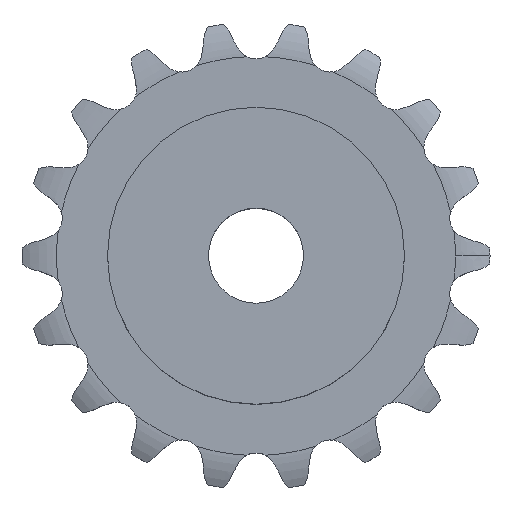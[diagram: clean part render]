
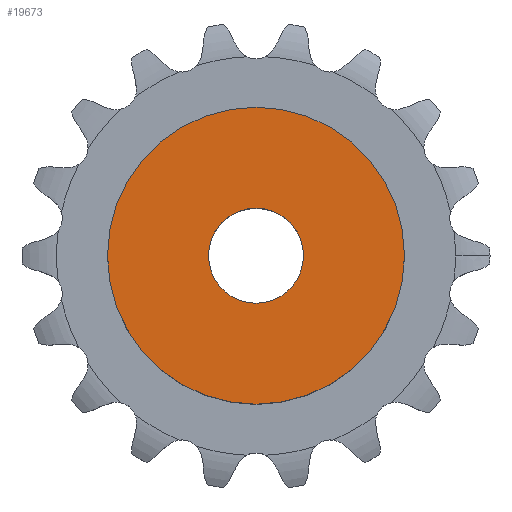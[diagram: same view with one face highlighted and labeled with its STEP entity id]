
A CAD part, top view. The second image highlights one B-rep face of the part: STEP entity #19673.
In plain terms, the highlighted planar face has unit normal (0, 0, 1).
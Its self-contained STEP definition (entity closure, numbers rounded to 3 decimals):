
#2718 = CYLINDRICAL_SURFACE('',#2719,12.5);
#2719 = AXIS2_PLACEMENT_3D('',#2720,#2721,#2722);
#2720 = CARTESIAN_POINT('',(0.,0.,0.));
#2721 = DIRECTION('',(-0.,-0.,-1.));
#2722 = DIRECTION('',(1.,0.,0.));
#12682 = VERTEX_POINT('',#12683);
#12683 = CARTESIAN_POINT('',(12.5,0.,14.));
#12704 = EDGE_CURVE('',#12682,#12682,#12705,.T.);
#12705 = SURFACE_CURVE('',#12706,(#12711,#12718),.PCURVE_S1.);
#12706 = CIRCLE('',#12707,12.5);
#12707 = AXIS2_PLACEMENT_3D('',#12708,#12709,#12710);
#12708 = CARTESIAN_POINT('',(0.,0.,14.));
#12709 = DIRECTION('',(0.,0.,1.));
#12710 = DIRECTION('',(1.,0.,0.));
#12711 = PCURVE('',#2718,#12712);
#12712 = DEFINITIONAL_REPRESENTATION('',(#12713),#12717);
#12713 = LINE('',#12714,#12715);
#12714 = CARTESIAN_POINT('',(-0.,-14.));
#12715 = VECTOR('',#12716,1.);
#12716 = DIRECTION('',(-1.,0.));
#12717 = ( GEOMETRIC_REPRESENTATION_CONTEXT(2) 
PARAMETRIC_REPRESENTATION_CONTEXT() REPRESENTATION_CONTEXT('2D SPACE',''
  ) );
#12718 = PCURVE('',#12719,#12724);
#12719 = PLANE('',#12720);
#12720 = AXIS2_PLACEMENT_3D('',#12721,#12722,#12723);
#12721 = CARTESIAN_POINT('',(0.,0.,14.)
  );
#12722 = DIRECTION('',(0.,0.,1.));
#12723 = DIRECTION('',(1.,0.,0.));
#12724 = DEFINITIONAL_REPRESENTATION('',(#12725),#12729);
#12725 = CIRCLE('',#12726,12.5);
#12726 = AXIS2_PLACEMENT_2D('',#12727,#12728);
#12727 = CARTESIAN_POINT('',(0.,0.));
#12728 = DIRECTION('',(1.,0.));
#12729 = ( GEOMETRIC_REPRESENTATION_CONTEXT(2) 
PARAMETRIC_REPRESENTATION_CONTEXT() REPRESENTATION_CONTEXT('2D SPACE',''
  ) );
#16762 = CYLINDRICAL_SURFACE('',#16763,4.);
#16763 = AXIS2_PLACEMENT_3D('',#16764,#16765,#16766);
#16764 = CARTESIAN_POINT('',(0.,0.,62.934));
#16765 = DIRECTION('',(0.,0.,1.));
#16766 = DIRECTION('',(1.,0.,0.));
#19673 = ADVANCED_FACE('',(#19674,#19677),#12719,.T.);
#19674 = FACE_BOUND('',#19675,.T.);
#19675 = EDGE_LOOP('',(#19676));
#19676 = ORIENTED_EDGE('',*,*,#12704,.T.);
#19677 = FACE_BOUND('',#19678,.T.);
#19678 = EDGE_LOOP('',(#19679));
#19679 = ORIENTED_EDGE('',*,*,#19680,.F.);
#19680 = EDGE_CURVE('',#19681,#19681,#19683,.T.);
#19681 = VERTEX_POINT('',#19682);
#19682 = CARTESIAN_POINT('',(4.,0.,14.));
#19683 = SURFACE_CURVE('',#19684,(#19689,#19696),.PCURVE_S1.);
#19684 = CIRCLE('',#19685,4.);
#19685 = AXIS2_PLACEMENT_3D('',#19686,#19687,#19688);
#19686 = CARTESIAN_POINT('',(0.,0.,14.));
#19687 = DIRECTION('',(0.,0.,1.));
#19688 = DIRECTION('',(1.,0.,0.));
#19689 = PCURVE('',#12719,#19690);
#19690 = DEFINITIONAL_REPRESENTATION('',(#19691),#19695);
#19691 = CIRCLE('',#19692,4.);
#19692 = AXIS2_PLACEMENT_2D('',#19693,#19694);
#19693 = CARTESIAN_POINT('',(0.,0.));
#19694 = DIRECTION('',(1.,0.));
#19695 = ( GEOMETRIC_REPRESENTATION_CONTEXT(2) 
PARAMETRIC_REPRESENTATION_CONTEXT() REPRESENTATION_CONTEXT('2D SPACE',''
  ) );
#19696 = PCURVE('',#16762,#19697);
#19697 = DEFINITIONAL_REPRESENTATION('',(#19698),#19702);
#19698 = LINE('',#19699,#19700);
#19699 = CARTESIAN_POINT('',(0.,-48.934));
#19700 = VECTOR('',#19701,1.);
#19701 = DIRECTION('',(1.,0.));
#19702 = ( GEOMETRIC_REPRESENTATION_CONTEXT(2) 
PARAMETRIC_REPRESENTATION_CONTEXT() REPRESENTATION_CONTEXT('2D SPACE',''
  ) );
